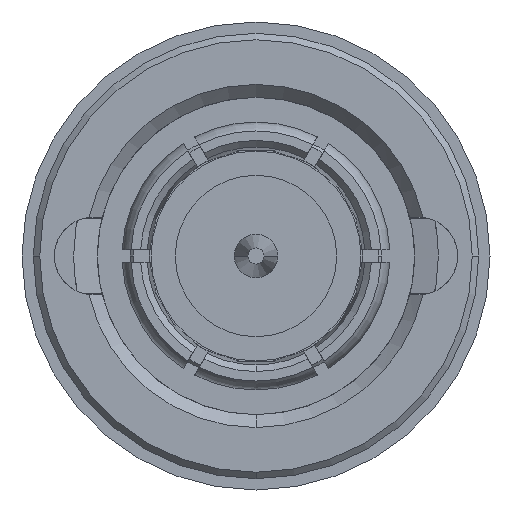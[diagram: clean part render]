
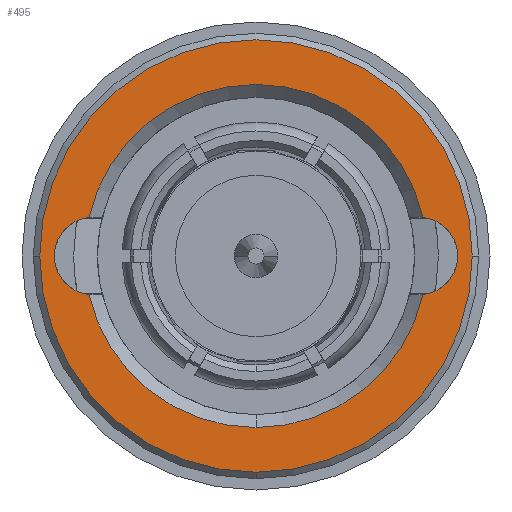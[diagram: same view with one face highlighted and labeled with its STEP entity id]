
A CAD part, left-side view. The second image highlights one B-rep face of the part: STEP entity #495.
In plain terms, the highlighted planar face has unit normal (-1, 0, 0).
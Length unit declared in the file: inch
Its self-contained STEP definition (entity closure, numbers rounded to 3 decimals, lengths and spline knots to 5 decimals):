
#36 = FACE_OUTER_BOUND ( 'NONE', #3427, .T. ) ;
#314 = AXIS2_PLACEMENT_3D ( 'NONE', #1140, #501, #1862 ) ;
#443 = DIRECTION ( 'NONE',  ( 0., 1., 0. ) ) ;
#495 = ADVANCED_FACE ( 'NONE', ( #3829, #36 ), #630, .F. ) ;
#501 = DIRECTION ( 'NONE',  ( -1., 0., 0. ) ) ;
#533 = CARTESIAN_POINT ( 'NONE',  ( 0., 0.20391, -0.04697 ) ) ;
#572 = ORIENTED_EDGE ( 'NONE', *, *, #1740, .F. ) ;
#630 = PLANE ( 'NONE',  #1298 ) ;
#831 = CIRCLE ( 'NONE', #3243, 0.04724 ) ;
#892 = DIRECTION ( 'NONE',  ( 0., 0.108, 0.994 ) ) ;
#1140 = CARTESIAN_POINT ( 'NONE',  ( 0., 0., 0. ) ) ;
#1298 = AXIS2_PLACEMENT_3D ( 'NONE', #3066, #6713, #1313 ) ;
#1313 = DIRECTION ( 'NONE',  ( 0., 1., 0. ) ) ;
#1355 = VERTEX_POINT ( 'NONE', #533 ) ;
#1526 = CIRCLE ( 'NONE', #2300, 0.20925 ) ;
#1620 = CARTESIAN_POINT ( 'NONE',  ( 0., 0., -0.20925 ) ) ;
#1666 = EDGE_LOOP ( 'NONE', ( #5789, #4585, #572, #3986, #3108 ) ) ;
#1710 = VERTEX_POINT ( 'NONE', #5095 ) ;
#1740 = EDGE_CURVE ( 'NONE', #3485, #1355, #4283, .T. ) ;
#1862 = DIRECTION ( 'NONE',  ( 0., 1., 0. ) ) ;
#1944 = VERTEX_POINT ( 'NONE', #3630 ) ;
#2012 = CARTESIAN_POINT ( 'NONE',  ( 0., 0.19882, 0. ) ) ;
#2020 = ORIENTED_EDGE ( 'NONE', *, *, #6045, .T. ) ;
#2124 = DIRECTION ( 'NONE',  ( 0., -0.974, -0.224 ) ) ;
#2146 = DIRECTION ( 'NONE',  ( 1., 0., 0. ) ) ;
#2287 = CARTESIAN_POINT ( 'NONE',  ( 0., 0., 0. ) ) ;
#2300 = AXIS2_PLACEMENT_3D ( 'NONE', #3317, #5168, #2124 ) ;
#2427 = AXIS2_PLACEMENT_3D ( 'NONE', #2632, #2747, #2782 ) ;
#2632 = CARTESIAN_POINT ( 'NONE',  ( 0., 0., 0. ) ) ;
#2650 = CIRCLE ( 'NONE', #7125, 0.26378 ) ;
#2747 = DIRECTION ( 'NONE',  ( 1., 0., 0. ) ) ;
#2782 = DIRECTION ( 'NONE',  ( 0., -0.974, -0.224 ) ) ;
#2917 = VERTEX_POINT ( 'NONE', #7769 ) ;
#3066 = CARTESIAN_POINT ( 'NONE',  ( 0., 0., 0. ) ) ;
#3108 = ORIENTED_EDGE ( 'NONE', *, *, #5219, .F. ) ;
#3243 = AXIS2_PLACEMENT_3D ( 'NONE', #3613, #6141, #4788 ) ;
#3317 = CARTESIAN_POINT ( 'NONE',  ( 0., 0., 0. ) ) ;
#3388 = DIRECTION ( 'NONE',  ( -1., 0., 0. ) ) ;
#3427 = EDGE_LOOP ( 'NONE', ( #6980, #3807, #2020 ) ) ;
#3485 = VERTEX_POINT ( 'NONE', #7682 ) ;
#3495 = EDGE_CURVE ( 'NONE', #5583, #1355, #4611, .T. ) ;
#3613 = CARTESIAN_POINT ( 'NONE',  ( 0., -0.19882, 0. ) ) ;
#3630 = CARTESIAN_POINT ( 'NONE',  ( 0., 0., -0.26378 ) ) ;
#3807 = ORIENTED_EDGE ( 'NONE', *, *, #5298, .T. ) ;
#3829 = FACE_BOUND ( 'NONE', #1666, .T. ) ;
#3869 = EDGE_CURVE ( 'NONE', #3485, #7170, #6018, .T. ) ;
#3897 = CARTESIAN_POINT ( 'NONE',  ( 0., 0., 0. ) ) ;
#3986 = ORIENTED_EDGE ( 'NONE', *, *, #3869, .T. ) ;
#4204 = CIRCLE ( 'NONE', #6758, 0.26378 ) ;
#4283 = CIRCLE ( 'NONE', #5696, 0.04724 ) ;
#4533 = DIRECTION ( 'NONE',  ( -1., 0., 0. ) ) ;
#4557 = CARTESIAN_POINT ( 'NONE',  ( 0., 0., 0. ) ) ;
#4585 = ORIENTED_EDGE ( 'NONE', *, *, #3495, .T. ) ;
#4611 = CIRCLE ( 'NONE', #2427, 0.20925 ) ;
#4788 = DIRECTION ( 'NONE',  ( 0., -0.108, -0.994 ) ) ;
#5095 = CARTESIAN_POINT ( 'NONE',  ( 0., -0.20391, -0.04697 ) ) ;
#5168 = DIRECTION ( 'NONE',  ( 1., 0., 0. ) ) ;
#5219 = EDGE_CURVE ( 'NONE', #1710, #7170, #831, .T. ) ;
#5298 = EDGE_CURVE ( 'NONE', #2917, #1944, #7477, .T. ) ;
#5583 = VERTEX_POINT ( 'NONE', #1620 ) ;
#5696 = AXIS2_PLACEMENT_3D ( 'NONE', #2012, #4533, #892 ) ;
#5743 = DIRECTION ( 'NONE',  ( 0., 0.974, 0.224 ) ) ;
#5774 = CARTESIAN_POINT ( 'NONE',  ( 0., -0.20391, 0.04697 ) ) ;
#5789 = ORIENTED_EDGE ( 'NONE', *, *, #6386, .T. ) ;
#5831 = DIRECTION ( 'NONE',  ( 0., -1., 0. ) ) ;
#6018 = CIRCLE ( 'NONE', #7423, 0.20925 ) ;
#6045 = EDGE_CURVE ( 'NONE', #1944, #6510, #4204, .T. ) ;
#6080 = DIRECTION ( 'NONE',  ( -1., 0., 0. ) ) ;
#6141 = DIRECTION ( 'NONE',  ( -1., 0., 0. ) ) ;
#6386 = EDGE_CURVE ( 'NONE', #1710, #5583, #1526, .T. ) ;
#6510 = VERTEX_POINT ( 'NONE', #7797 ) ;
#6713 = DIRECTION ( 'NONE',  ( 1., 0., 0. ) ) ;
#6758 = AXIS2_PLACEMENT_3D ( 'NONE', #2287, #6080, #443 ) ;
#6882 = EDGE_CURVE ( 'NONE', #6510, #2917, #2650, .T. ) ;
#6980 = ORIENTED_EDGE ( 'NONE', *, *, #6882, .T. ) ;
#7125 = AXIS2_PLACEMENT_3D ( 'NONE', #4557, #3388, #5831 ) ;
#7170 = VERTEX_POINT ( 'NONE', #5774 ) ;
#7423 = AXIS2_PLACEMENT_3D ( 'NONE', #3897, #2146, #5743 ) ;
#7477 = CIRCLE ( 'NONE', #314, 0.26378 ) ;
#7682 = CARTESIAN_POINT ( 'NONE',  ( 0., 0.20391, 0.04697 ) ) ;
#7769 = CARTESIAN_POINT ( 'NONE',  ( 0., 0.26378, 0. ) ) ;
#7797 = CARTESIAN_POINT ( 'NONE',  ( 0., -0.26378, 0. ) ) ;
